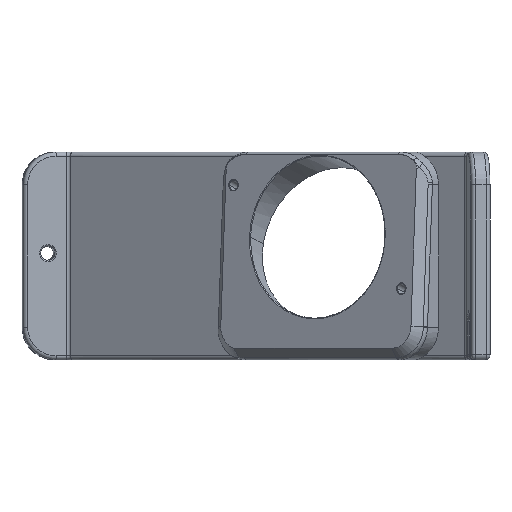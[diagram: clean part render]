
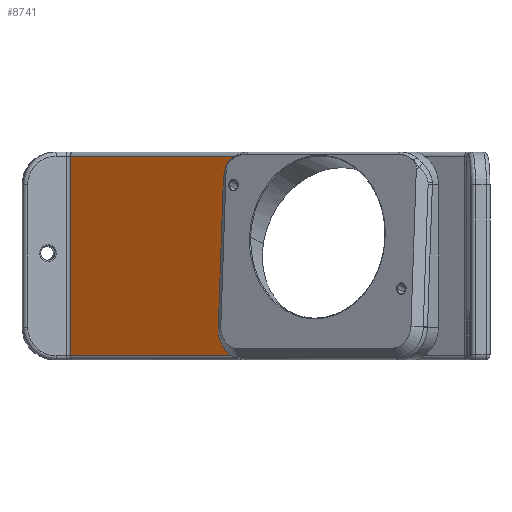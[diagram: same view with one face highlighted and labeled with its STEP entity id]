
A CAD part, left-side view. The second image highlights one B-rep face of the part: STEP entity #8741.
In plain terms, the highlighted planar face has unit normal (-0.846, 0.533, 0).
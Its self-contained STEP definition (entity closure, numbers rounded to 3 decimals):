
#163 = DIRECTION ( 'NONE',  ( -0.533, -0.846, 0. ) ) ;
#190 = EDGE_CURVE ( 'NONE', #11757, #10105, #6934, .T. ) ;
#199 = DIRECTION ( 'NONE',  ( 0., 0., -1. ) ) ;
#239 = EDGE_CURVE ( 'NONE', #3177, #2933, #7692, .T. ) ;
#308 = ORIENTED_EDGE ( 'NONE', *, *, #6430, .T. ) ;
#1308 = FACE_OUTER_BOUND ( 'NONE', #7228, .T. ) ;
#1366 = CIRCLE ( 'NONE', #6667, 12. ) ;
#1688 = EDGE_CURVE ( 'NONE', #8708, #3177, #1807, .T. ) ;
#1807 = LINE ( 'NONE', #3787, #11510 ) ;
#1930 = CARTESIAN_POINT ( 'NONE',  ( -72.481, 36.337, -2.5 ) ) ;
#1957 = CARTESIAN_POINT ( 'NONE',  ( -32.259, 100.215, 70.5 ) ) ;
#2784 = ORIENTED_EDGE ( 'NONE', *, *, #8332, .T. ) ;
#2825 = AXIS2_PLACEMENT_3D ( 'NONE', #6209, #7252, #163 ) ;
#2848 = CARTESIAN_POINT ( 'NONE',  ( -75.577, 31.421, 60. ) ) ;
#2933 = VERTEX_POINT ( 'NONE', #3585 ) ;
#3177 = VERTEX_POINT ( 'NONE', #1930 ) ;
#3372 = VECTOR ( 'NONE', #5732, 1000. ) ;
#3425 = DIRECTION ( 'NONE',  ( -0.846, 0.533, 0. ) ) ;
#3585 = CARTESIAN_POINT ( 'NONE',  ( -69.183, 41.576, 8. ) ) ;
#3787 = CARTESIAN_POINT ( 'NONE',  ( -31.681, 101.132, -2.5 ) ) ;
#4125 = ORIENTED_EDGE ( 'NONE', *, *, #1688, .T. ) ;
#4331 = VERTEX_POINT ( 'NONE', #4865 ) ;
#4619 = ORIENTED_EDGE ( 'NONE', *, *, #12429, .F. ) ;
#4865 = CARTESIAN_POINT ( 'NONE',  ( -69.183, 41.576, 60. ) ) ;
#5351 = PLANE ( 'NONE',  #11332 ) ;
#5664 = CARTESIAN_POINT ( 'NONE',  ( -69.183, 41.576, 0. ) ) ;
#5732 = DIRECTION ( 'NONE',  ( 0., 0., -1. ) ) ;
#5999 = VECTOR ( 'NONE', #6005, 1000. ) ;
#6005 = DIRECTION ( 'NONE',  ( 0.533, 0.846, 0. ) ) ;
#6209 = CARTESIAN_POINT ( 'NONE',  ( -75.577, 31.421, 8. ) ) ;
#6356 = CARTESIAN_POINT ( 'NONE',  ( -32.259, 100.215, -2.5 ) ) ;
#6430 = EDGE_CURVE ( 'NONE', #10105, #8708, #8167, .T. ) ;
#6667 = AXIS2_PLACEMENT_3D ( 'NONE', #2848, #9953, #9889 ) ;
#6934 = LINE ( 'NONE', #1957, #5999 ) ;
#7050 = VECTOR ( 'NONE', #199, 1000. ) ;
#7226 = CARTESIAN_POINT ( 'NONE',  ( -32.259, 100.215, 0. ) ) ;
#7228 = EDGE_LOOP ( 'NONE', ( #2784, #7559, #308, #4125, #7730, #4619 ) ) ;
#7252 = DIRECTION ( 'NONE',  ( 0.846, -0.533, 0. ) ) ;
#7470 = DIRECTION ( 'NONE',  ( -0.533, -0.846, 0. ) ) ;
#7559 = ORIENTED_EDGE ( 'NONE', *, *, #190, .T. ) ;
#7692 = CIRCLE ( 'NONE', #2825, 12. ) ;
#7730 = ORIENTED_EDGE ( 'NONE', *, *, #239, .T. ) ;
#7845 = DIRECTION ( 'NONE',  ( -0.533, -0.846, 0. ) ) ;
#8167 = LINE ( 'NONE', #7226, #7050 ) ;
#8332 = EDGE_CURVE ( 'NONE', #4331, #11757, #1366, .T. ) ;
#8474 = CARTESIAN_POINT ( 'NONE',  ( -31.681, 101.132, 236.662 ) ) ;
#8708 = VERTEX_POINT ( 'NONE', #6356 ) ;
#8741 = ADVANCED_FACE ( 'NONE', ( #1308 ), #5351, .T. ) ;
#8793 = LINE ( 'NONE', #5664, #3372 ) ;
#9055 = CARTESIAN_POINT ( 'NONE',  ( -32.259, 100.215, 70.5 ) ) ;
#9889 = DIRECTION ( 'NONE',  ( -0.533, -0.846, 0. ) ) ;
#9953 = DIRECTION ( 'NONE',  ( 0.846, -0.533, 0. ) ) ;
#10105 = VERTEX_POINT ( 'NONE', #9055 ) ;
#11332 = AXIS2_PLACEMENT_3D ( 'NONE', #8474, #3425, #7470 ) ;
#11510 = VECTOR ( 'NONE', #7845, 1000. ) ;
#11757 = VERTEX_POINT ( 'NONE', #12820 ) ;
#12429 = EDGE_CURVE ( 'NONE', #4331, #2933, #8793, .T. ) ;
#12820 = CARTESIAN_POINT ( 'NONE',  ( -72.481, 36.337, 70.5 ) ) ;
